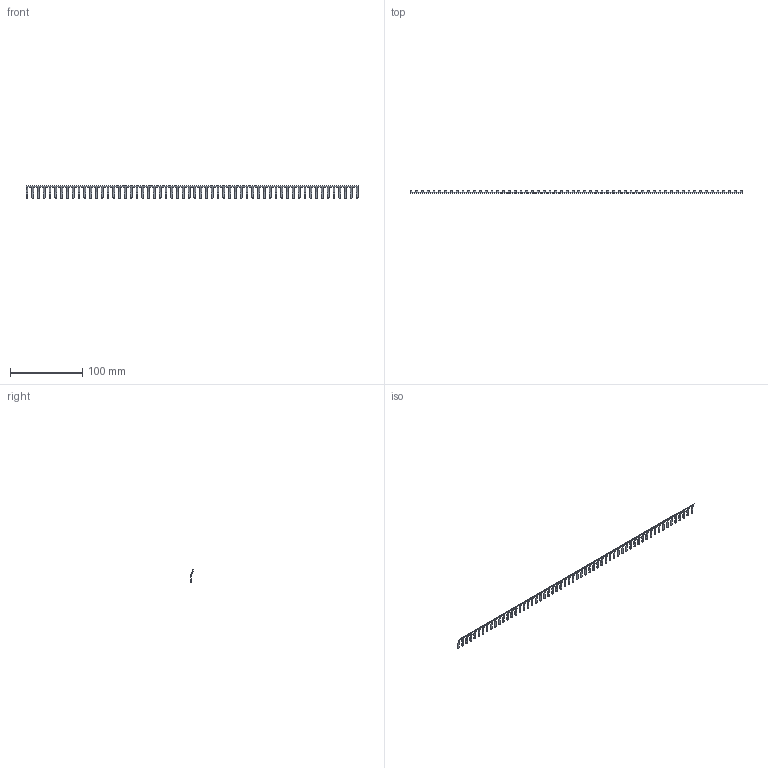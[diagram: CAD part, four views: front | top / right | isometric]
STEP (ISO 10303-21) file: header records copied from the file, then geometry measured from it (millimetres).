
FILE_DESCRIPTION(('CATIA V5 STEP Exchange','CAx-IF Rec.Pracs.--- Model Styling and Organization---1.4--- 2014-01-23'),'2;1');
FILE_NAME ('002310-6_1', '2022-11-30T11:44:41+00:00', ('none'), ('Weidmueller'), 'CATIA Version 5-6 Release 2016 SP3 HF44', 'CATIA V5 STEP AP214', 'none');
FILE_SCHEMA(('AUTOMOTIVE_DESIGN { 1 0 10303 214 1 1 1 1 }'));
Length unit declared in the file: millimetre
Products named in the file (1): HI_QB 58/8/9/WI 0545300000
Bounding box: 458.5 x 4.12 x 17.51 mm (x, y, z)
Volume: 2694.7 mm3; surface area: 8879.4 mm2
Topology: 1 solids, 1 shells, 408 faces, 1218 edges, 812 vertices
Faces by surface type: plane 292, cylinder 116
Entity records: 13858 total; most frequent: CARTESIAN_POINT 2439, ORIENTED_EDGE 2436, DIRECTION 2034, EDGE_CURVE 1218, VECTOR 986, LINE 986, VERTEX_POINT 812, AXIS2_PLACEMENT_3D 641
